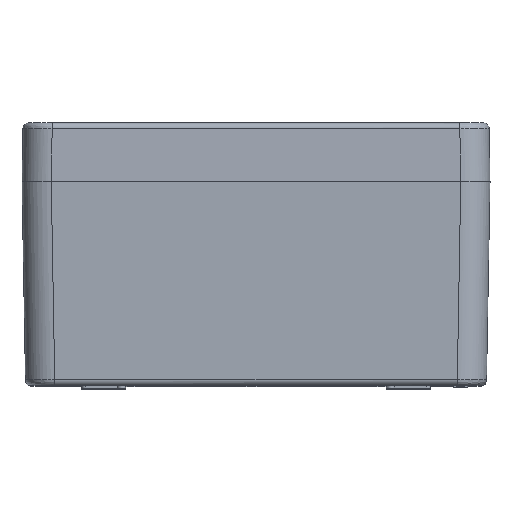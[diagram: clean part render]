
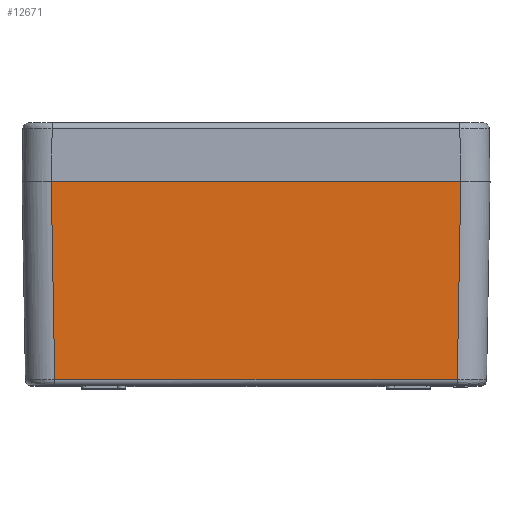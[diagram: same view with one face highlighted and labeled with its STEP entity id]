
A CAD part, top view. The second image highlights one B-rep face of the part: STEP entity #12671.
In plain terms, the highlighted planar face has unit normal (0, -0.018, 1).
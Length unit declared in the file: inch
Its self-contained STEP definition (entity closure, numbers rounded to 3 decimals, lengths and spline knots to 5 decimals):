
#108 = PLANE ( 'NONE',  #2983 ) ;
#118 = ORIENTED_EDGE ( 'NONE', *, *, #9776, .T. ) ;
#1045 = VECTOR ( 'NONE', #14573, 39.37008 ) ;
#1114 = CARTESIAN_POINT ( 'NONE',  ( 2.70938, -2.6687, 3.10302 ) ) ;
#1734 = VERTEX_POINT ( 'NONE', #3585 ) ;
#1851 = DIRECTION ( 'NONE',  ( -0.017, -1., -0.017 ) ) ;
#2983 = AXIS2_PLACEMENT_3D ( 'NONE', #18341, #9471, #19576 ) ;
#3585 = CARTESIAN_POINT ( 'NONE',  ( 2.75597, 0., 3.14961 ) ) ;
#3647 = VECTOR ( 'NONE', #1851, 39.37008 ) ;
#4051 = LINE ( 'NONE', #10174, #20836 ) ;
#6175 = DIRECTION ( 'NONE',  ( 0.017, -1., -0.017 ) ) ;
#9471 = DIRECTION ( 'NONE',  ( 0., -0.017, 1. ) ) ;
#9567 = LINE ( 'NONE', #16089, #3647 ) ;
#9776 = EDGE_CURVE ( 'NONE', #22685, #16172, #4051, .T. ) ;
#10174 = CARTESIAN_POINT ( 'NONE',  ( -2.75597, 0., 3.14961 ) ) ;
#12671 = ADVANCED_FACE ( 'NONE', ( #15585 ), #108, .T. ) ;
#12804 = CARTESIAN_POINT ( 'NONE',  ( -2.70938, -2.6687, 3.10302 ) ) ;
#13327 = EDGE_LOOP ( 'NONE', ( #118, #16702, #22613, #16207 ) ) ;
#14573 = DIRECTION ( 'NONE',  ( -1., 0., 0. ) ) ;
#14828 = CARTESIAN_POINT ( 'NONE',  ( -3.14961, 0., 3.14961 ) ) ;
#15444 = DIRECTION ( 'NONE',  ( -1., 0., 0. ) ) ;
#15585 = FACE_OUTER_BOUND ( 'NONE', #13327, .T. ) ;
#15833 = LINE ( 'NONE', #17416, #22854 ) ;
#16089 = CARTESIAN_POINT ( 'NONE',  ( 2.75513, -0.04808, 3.14877 ) ) ;
#16172 = VERTEX_POINT ( 'NONE', #12804 ) ;
#16207 = ORIENTED_EDGE ( 'NONE', *, *, #24489, .T. ) ;
#16702 = ORIENTED_EDGE ( 'NONE', *, *, #21905, .F. ) ;
#17024 = CARTESIAN_POINT ( 'NONE',  ( -2.75597, 0., 3.14961 ) ) ;
#17416 = CARTESIAN_POINT ( 'NONE',  ( -1.5748, -2.6687, 3.10302 ) ) ;
#18288 = LINE ( 'NONE', #14828, #1045 ) ;
#18341 = CARTESIAN_POINT ( 'NONE',  ( -3.14961, 0., 3.14961 ) ) ;
#19576 = DIRECTION ( 'NONE',  ( 0., -1., -0.017 ) ) ;
#20836 = VECTOR ( 'NONE', #6175, 39.37008 ) ;
#21905 = EDGE_CURVE ( 'NONE', #23310, #16172, #15833, .T. ) ;
#22613 = ORIENTED_EDGE ( 'NONE', *, *, #22767, .F. ) ;
#22685 = VERTEX_POINT ( 'NONE', #17024 ) ;
#22767 = EDGE_CURVE ( 'NONE', #1734, #23310, #9567, .T. ) ;
#22854 = VECTOR ( 'NONE', #15444, 39.37008 ) ;
#23310 = VERTEX_POINT ( 'NONE', #1114 ) ;
#24489 = EDGE_CURVE ( 'NONE', #1734, #22685, #18288, .T. ) ;
